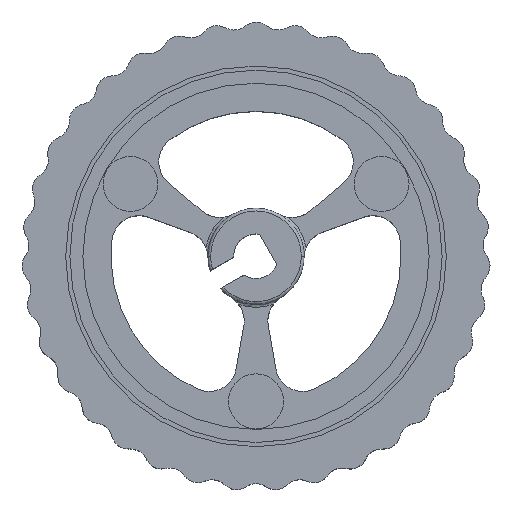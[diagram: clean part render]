
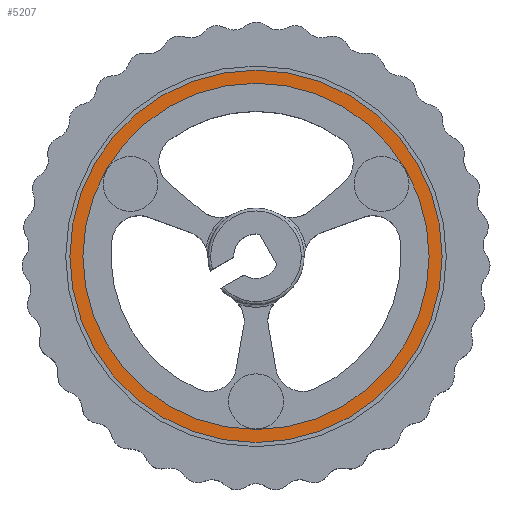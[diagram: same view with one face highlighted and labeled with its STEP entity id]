
A CAD part, top view. The second image highlights one B-rep face of the part: STEP entity #5207.
In plain terms, the highlighted planar face has unit normal (0, 0, 1).
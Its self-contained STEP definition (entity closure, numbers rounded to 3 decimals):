
#83 = EDGE_LOOP ( 'NONE', ( #7061, #2930 ) ) ;
#322 = AXIS2_PLACEMENT_3D ( 'NONE', #1581, #471, #2663 ) ;
#355 = ORIENTED_EDGE ( 'NONE', *, *, #3467, .F. ) ;
#471 = DIRECTION ( 'NONE',  ( 0., 0., 1. ) ) ;
#1059 = VERTEX_POINT ( 'NONE', #3995 ) ;
#1207 = DIRECTION ( 'NONE',  ( 1., 0., 0. ) ) ;
#1350 = CIRCLE ( 'NONE', #2954, 12.6 ) ;
#1581 = CARTESIAN_POINT ( 'NONE',  ( 0., 0., 6.35 ) ) ;
#1831 = CIRCLE ( 'NONE', #3683, 13.55 ) ;
#2185 = CARTESIAN_POINT ( 'NONE',  ( 0., 0., 6.35 ) ) ;
#2458 = VERTEX_POINT ( 'NONE', #6549 ) ;
#2459 = DIRECTION ( 'NONE',  ( 1., 0., 0. ) ) ;
#2502 = DIRECTION ( 'NONE',  ( 1., 0., 0. ) ) ;
#2663 = DIRECTION ( 'NONE',  ( 1., 0., 0. ) ) ;
#2681 = VERTEX_POINT ( 'NONE', #7000 ) ;
#2725 = CARTESIAN_POINT ( 'NONE',  ( 0., 0., 6.35 ) ) ;
#2899 = CARTESIAN_POINT ( 'NONE',  ( -13.55, 0., 6.35 ) ) ;
#2930 = ORIENTED_EDGE ( 'NONE', *, *, #6322, .T. ) ;
#2954 = AXIS2_PLACEMENT_3D ( 'NONE', #4642, #5286, #2502 ) ;
#3116 = EDGE_LOOP ( 'NONE', ( #5524, #355 ) ) ;
#3467 = EDGE_CURVE ( 'NONE', #1059, #2681, #1350, .T. ) ;
#3683 = AXIS2_PLACEMENT_3D ( 'NONE', #2725, #5569, #6600 ) ;
#3917 = CIRCLE ( 'NONE', #4032, 13.55 ) ;
#3995 = CARTESIAN_POINT ( 'NONE',  ( -12.6, 0., 6.35 ) ) ;
#4032 = AXIS2_PLACEMENT_3D ( 'NONE', #2185, #6628, #1207 ) ;
#4642 = CARTESIAN_POINT ( 'NONE',  ( 0., 0., 6.35 ) ) ;
#4648 = EDGE_CURVE ( 'NONE', #2681, #1059, #5277, .T. ) ;
#5071 = FACE_BOUND ( 'NONE', #3116, .T. ) ;
#5169 = FACE_OUTER_BOUND ( 'NONE', #83, .T. ) ;
#5202 = PLANE ( 'NONE',  #5736 ) ;
#5207 = ADVANCED_FACE ( 'NONE', ( #5169, #5071 ), #5202, .T. ) ;
#5277 = CIRCLE ( 'NONE', #322, 12.6 ) ;
#5286 = DIRECTION ( 'NONE',  ( 0., 0., 1. ) ) ;
#5524 = ORIENTED_EDGE ( 'NONE', *, *, #4648, .F. ) ;
#5569 = DIRECTION ( 'NONE',  ( 0., 0., 1. ) ) ;
#5736 = AXIS2_PLACEMENT_3D ( 'NONE', #6328, #5746, #2459 ) ;
#5746 = DIRECTION ( 'NONE',  ( 0., 0., 1. ) ) ;
#6254 = EDGE_CURVE ( 'NONE', #2458, #6437, #3917, .T. ) ;
#6322 = EDGE_CURVE ( 'NONE', #6437, #2458, #1831, .T. ) ;
#6328 = CARTESIAN_POINT ( 'NONE',  ( 0., 0., 6.35 ) ) ;
#6437 = VERTEX_POINT ( 'NONE', #2899 ) ;
#6549 = CARTESIAN_POINT ( 'NONE',  ( 13.55, 0., 6.35 ) ) ;
#6600 = DIRECTION ( 'NONE',  ( 1., 0., 0. ) ) ;
#6628 = DIRECTION ( 'NONE',  ( 0., 0., 1. ) ) ;
#7000 = CARTESIAN_POINT ( 'NONE',  ( 12.6, 0., 6.35 ) ) ;
#7061 = ORIENTED_EDGE ( 'NONE', *, *, #6254, .T. ) ;
